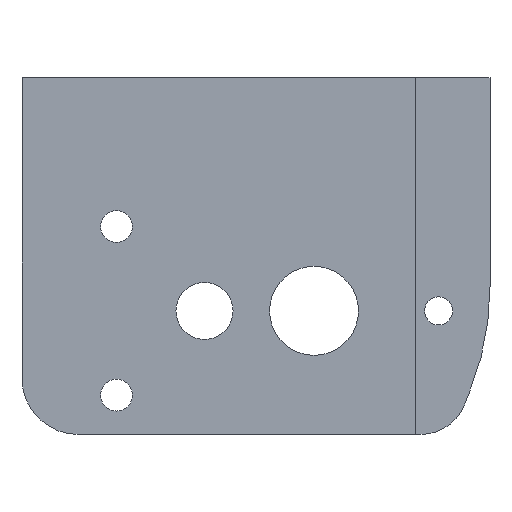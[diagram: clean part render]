
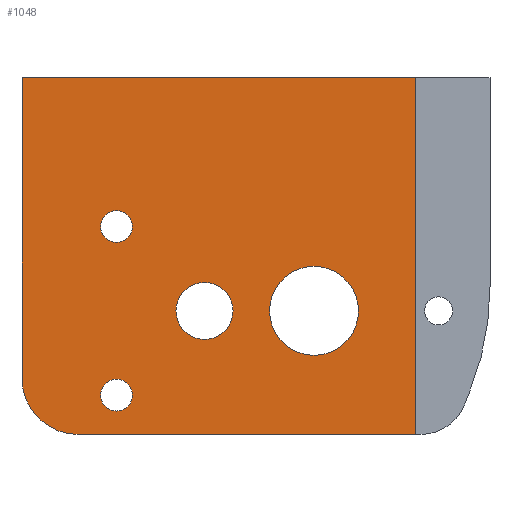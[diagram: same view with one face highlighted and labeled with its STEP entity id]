
A CAD part, left-side view. The second image highlights one B-rep face of the part: STEP entity #1048.
In plain terms, the highlighted planar face has unit normal (-1, 0, 0).
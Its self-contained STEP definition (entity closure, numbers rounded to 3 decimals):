
#285 = VERTEX_POINT('',#286);
#286 = CARTESIAN_POINT('',(-21.6,-168.475,-6.));
#292 = EDGE_CURVE('',#293,#285,#295,.T.);
#293 = VERTEX_POINT('',#294);
#294 = CARTESIAN_POINT('',(-21.6,-126.475,-6.));
#295 = LINE('',#296,#297);
#296 = CARTESIAN_POINT('',(-21.6,-126.475,-6.));
#297 = VECTOR('',#298,1.);
#298 = DIRECTION('',(0.,-1.,0.));
#446 = VERTEX_POINT('',#447);
#447 = CARTESIAN_POINT('',(-21.6,-168.475,-44.125));
#453 = EDGE_CURVE('',#454,#446,#456,.T.);
#454 = VERTEX_POINT('',#455);
#455 = CARTESIAN_POINT('',(-21.6,-132.475,-44.125));
#456 = LINE('',#457,#458);
#457 = CARTESIAN_POINT('',(-21.6,-147.475,-44.125));
#458 = VECTOR('',#459,1.);
#459 = DIRECTION('',(0.,-1.,0.));
#477 = VERTEX_POINT('',#478);
#478 = CARTESIAN_POINT('',(-21.6,-126.475,-38.125));
#484 = EDGE_CURVE('',#454,#477,#485,.T.);
#485 = CIRCLE('',#486,6.);
#486 = AXIS2_PLACEMENT_3D('',#487,#488,#489);
#487 = CARTESIAN_POINT('',(-21.6,-132.475,-38.125));
#488 = DIRECTION('',(1.,-0.,0.));
#489 = DIRECTION('',(0.,0.,-1.));
#517 = EDGE_CURVE('',#293,#477,#518,.T.);
#518 = LINE('',#519,#520);
#519 = CARTESIAN_POINT('',(-21.6,-126.475,-6.));
#520 = VECTOR('',#521,1.);
#521 = DIRECTION('',(0.,0.,-1.));
#563 = EDGE_CURVE('',#564,#564,#566,.T.);
#564 = VERTEX_POINT('',#565);
#565 = CARTESIAN_POINT('',(-21.6,-162.425,-30.925));
#566 = CIRCLE('',#567,4.75);
#567 = AXIS2_PLACEMENT_3D('',#568,#569,#570);
#568 = CARTESIAN_POINT('',(-21.6,-157.675,-30.925));
#569 = DIRECTION('',(-1.,0.,0.));
#570 = DIRECTION('',(0.,-1.,0.));
#613 = EDGE_CURVE('',#614,#614,#616,.T.);
#614 = VERTEX_POINT('',#615);
#615 = CARTESIAN_POINT('',(-21.6,-149.025,-30.925));
#616 = CIRCLE('',#617,3.05);
#617 = AXIS2_PLACEMENT_3D('',#618,#619,#620);
#618 = CARTESIAN_POINT('',(-21.6,-145.975,-30.925));
#619 = DIRECTION('',(-1.,0.,0.));
#620 = DIRECTION('',(0.,-1.,0.));
#1036 = EDGE_CURVE('',#285,#446,#1037,.T.);
#1037 = LINE('',#1038,#1039);
#1038 = CARTESIAN_POINT('',(-21.6,-168.475,-6.));
#1039 = VECTOR('',#1040,1.);
#1040 = DIRECTION('',(0.,0.,-1.));
#1048 = ADVANCED_FACE('',(#1049,#1056,#1067,#1070,#1081),#1084,.T.);
#1049 = FACE_BOUND('',#1050,.T.);
#1050 = EDGE_LOOP('',(#1051,#1052,#1053,#1054,#1055));
#1051 = ORIENTED_EDGE('',*,*,#517,.T.);
#1052 = ORIENTED_EDGE('',*,*,#484,.F.);
#1053 = ORIENTED_EDGE('',*,*,#453,.T.);
#1054 = ORIENTED_EDGE('',*,*,#1036,.F.);
#1055 = ORIENTED_EDGE('',*,*,#292,.F.);
#1056 = FACE_BOUND('',#1057,.T.);
#1057 = EDGE_LOOP('',(#1058));
#1058 = ORIENTED_EDGE('',*,*,#1059,.F.);
#1059 = EDGE_CURVE('',#1060,#1060,#1062,.T.);
#1060 = VERTEX_POINT('',#1061);
#1061 = CARTESIAN_POINT('',(-21.6,-136.575,-41.625));
#1062 = CIRCLE('',#1063,1.7);
#1063 = AXIS2_PLACEMENT_3D('',#1064,#1065,#1066);
#1064 = CARTESIAN_POINT('',(-21.6,-136.575,-39.925));
#1065 = DIRECTION('',(-1.,-0.,-0.));
#1066 = DIRECTION('',(0.,0.,-1.));
#1067 = FACE_BOUND('',#1068,.T.);
#1068 = EDGE_LOOP('',(#1069));
#1069 = ORIENTED_EDGE('',*,*,#613,.F.);
#1070 = FACE_BOUND('',#1071,.T.);
#1071 = EDGE_LOOP('',(#1072));
#1072 = ORIENTED_EDGE('',*,*,#1073,.F.);
#1073 = EDGE_CURVE('',#1074,#1074,#1076,.T.);
#1074 = VERTEX_POINT('',#1075);
#1075 = CARTESIAN_POINT('',(-21.6,-136.575,-23.625));
#1076 = CIRCLE('',#1077,1.7);
#1077 = AXIS2_PLACEMENT_3D('',#1078,#1079,#1080);
#1078 = CARTESIAN_POINT('',(-21.6,-136.575,-21.925));
#1079 = DIRECTION('',(-1.,-0.,-0.));
#1080 = DIRECTION('',(0.,0.,-1.));
#1081 = FACE_BOUND('',#1082,.T.);
#1082 = EDGE_LOOP('',(#1083));
#1083 = ORIENTED_EDGE('',*,*,#563,.F.);
#1084 = PLANE('',#1085);
#1085 = AXIS2_PLACEMENT_3D('',#1086,#1087,#1088);
#1086 = CARTESIAN_POINT('',(-21.6,-126.475,-6.));
#1087 = DIRECTION('',(-1.,-0.,-0.));
#1088 = DIRECTION('',(0.,-1.,0.));
